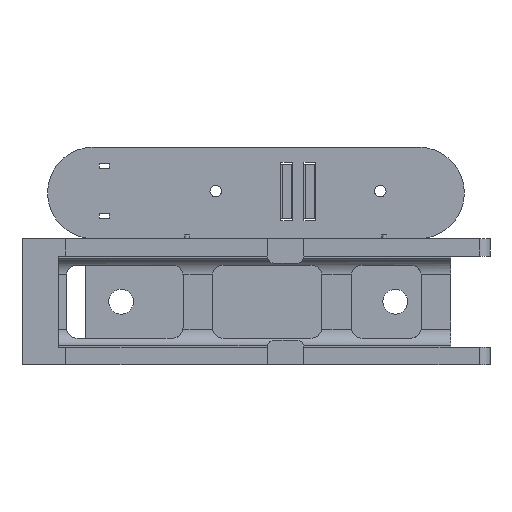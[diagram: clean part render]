
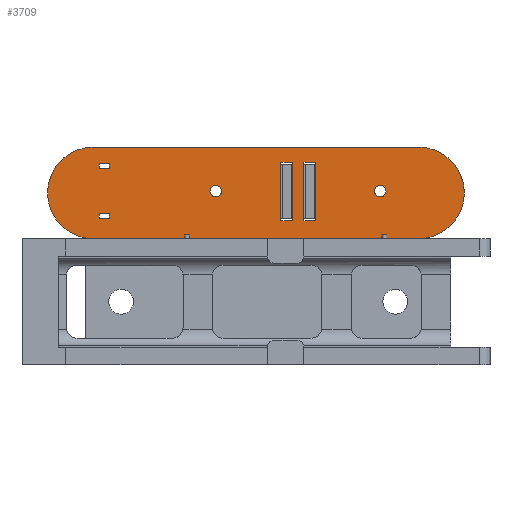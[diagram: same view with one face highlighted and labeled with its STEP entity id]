
A CAD part, front view. The second image highlights one B-rep face of the part: STEP entity #3709.
In plain terms, the highlighted planar face has unit normal (0, -1, 0).
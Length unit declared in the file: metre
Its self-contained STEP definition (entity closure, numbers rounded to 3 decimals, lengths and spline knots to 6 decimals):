
#65=CIRCLE('',#3977,0.001575);
#66=CIRCLE('',#3978,0.001575);
#67=CIRCLE('',#3979,0.0125);
#68=CIRCLE('',#3980,0.0125);
#422=ORIENTED_EDGE('',*,*,#1418,.T.);
#423=ORIENTED_EDGE('',*,*,#1419,.T.);
#424=ORIENTED_EDGE('',*,*,#1420,.F.);
#425=ORIENTED_EDGE('',*,*,#1421,.F.);
#426=ORIENTED_EDGE('',*,*,#1422,.T.);
#427=ORIENTED_EDGE('',*,*,#1423,.T.);
#428=ORIENTED_EDGE('',*,*,#1424,.F.);
#429=ORIENTED_EDGE('',*,*,#1425,.F.);
#430=ORIENTED_EDGE('',*,*,#1426,.T.);
#431=ORIENTED_EDGE('',*,*,#1427,.T.);
#432=ORIENTED_EDGE('',*,*,#1428,.T.);
#433=ORIENTED_EDGE('',*,*,#1429,.T.);
#434=ORIENTED_EDGE('',*,*,#1430,.F.);
#435=ORIENTED_EDGE('',*,*,#1431,.F.);
#436=ORIENTED_EDGE('',*,*,#1432,.T.);
#437=ORIENTED_EDGE('',*,*,#1433,.T.);
#438=ORIENTED_EDGE('',*,*,#1434,.F.);
#439=ORIENTED_EDGE('',*,*,#1435,.F.);
#440=ORIENTED_EDGE('',*,*,#1436,.T.);
#441=ORIENTED_EDGE('',*,*,#1437,.F.);
#442=ORIENTED_EDGE('',*,*,#1438,.T.);
#443=ORIENTED_EDGE('',*,*,#1439,.F.);
#1418=EDGE_CURVE('',#1930,#1931,#2304,.T.);
#1419=EDGE_CURVE('',#1931,#1932,#2305,.T.);
#1420=EDGE_CURVE('',#1933,#1932,#2306,.T.);
#1421=EDGE_CURVE('',#1930,#1933,#2307,.T.);
#1422=EDGE_CURVE('',#1934,#1935,#2308,.T.);
#1423=EDGE_CURVE('',#1935,#1936,#2309,.T.);
#1424=EDGE_CURVE('',#1937,#1936,#2310,.T.);
#1425=EDGE_CURVE('',#1934,#1937,#2311,.T.);
#1426=EDGE_CURVE('',#1938,#1938,#65,.T.);
#1427=EDGE_CURVE('',#1939,#1939,#66,.T.);
#1428=EDGE_CURVE('',#1940,#1941,#2312,.T.);
#1429=EDGE_CURVE('',#1941,#1942,#2313,.T.);
#1430=EDGE_CURVE('',#1943,#1942,#2314,.T.);
#1431=EDGE_CURVE('',#1940,#1943,#2315,.T.);
#1432=EDGE_CURVE('',#1944,#1945,#2316,.T.);
#1433=EDGE_CURVE('',#1945,#1946,#2317,.T.);
#1434=EDGE_CURVE('',#1947,#1946,#2318,.T.);
#1435=EDGE_CURVE('',#1944,#1947,#2319,.T.);
#1436=EDGE_CURVE('',#1948,#1949,#2320,.T.);
#1437=EDGE_CURVE('',#1950,#1949,#67,.T.);
#1438=EDGE_CURVE('',#1950,#1951,#2321,.T.);
#1439=EDGE_CURVE('',#1948,#1951,#68,.T.);
#1930=VERTEX_POINT('',#5517);
#1931=VERTEX_POINT('',#5518);
#1932=VERTEX_POINT('',#5520);
#1933=VERTEX_POINT('',#5522);
#1934=VERTEX_POINT('',#5525);
#1935=VERTEX_POINT('',#5526);
#1936=VERTEX_POINT('',#5528);
#1937=VERTEX_POINT('',#5530);
#1938=VERTEX_POINT('',#5533);
#1939=VERTEX_POINT('',#5535);
#1940=VERTEX_POINT('',#5537);
#1941=VERTEX_POINT('',#5538);
#1942=VERTEX_POINT('',#5540);
#1943=VERTEX_POINT('',#5542);
#1944=VERTEX_POINT('',#5545);
#1945=VERTEX_POINT('',#5546);
#1946=VERTEX_POINT('',#5548);
#1947=VERTEX_POINT('',#5550);
#1948=VERTEX_POINT('',#5553);
#1949=VERTEX_POINT('',#5554);
#1950=VERTEX_POINT('',#5556);
#1951=VERTEX_POINT('',#5558);
#2304=LINE('',#5516,#2708);
#2305=LINE('',#5519,#2709);
#2306=LINE('',#5521,#2710);
#2307=LINE('',#5523,#2711);
#2308=LINE('',#5524,#2712);
#2309=LINE('',#5527,#2713);
#2310=LINE('',#5529,#2714);
#2311=LINE('',#5531,#2715);
#2312=LINE('',#5536,#2716);
#2313=LINE('',#5539,#2717);
#2314=LINE('',#5541,#2718);
#2315=LINE('',#5543,#2719);
#2316=LINE('',#5544,#2720);
#2317=LINE('',#5547,#2721);
#2318=LINE('',#5549,#2722);
#2319=LINE('',#5551,#2723);
#2320=LINE('',#5552,#2724);
#2321=LINE('',#5557,#2725);
#2708=VECTOR('',#4434,1.);
#2709=VECTOR('',#4435,1.);
#2710=VECTOR('',#4436,1.);
#2711=VECTOR('',#4437,1.);
#2712=VECTOR('',#4438,1.);
#2713=VECTOR('',#4439,1.);
#2714=VECTOR('',#4440,1.);
#2715=VECTOR('',#4441,1.);
#2716=VECTOR('',#4446,1.);
#2717=VECTOR('',#4447,1.);
#2718=VECTOR('',#4448,1.);
#2719=VECTOR('',#4449,1.);
#2720=VECTOR('',#4450,1.);
#2721=VECTOR('',#4451,1.);
#2722=VECTOR('',#4452,1.);
#2723=VECTOR('',#4453,1.);
#2724=VECTOR('',#4454,1.);
#2725=VECTOR('',#4457,1.);
#3078=EDGE_LOOP('',(#422,#423,#424,#425));
#3079=EDGE_LOOP('',(#426,#427,#428,#429));
#3080=EDGE_LOOP('',(#430));
#3081=EDGE_LOOP('',(#431));
#3082=EDGE_LOOP('',(#432,#433,#434,#435));
#3083=EDGE_LOOP('',(#436,#437,#438,#439));
#3084=EDGE_LOOP('',(#440,#441,#442,#443));
#3329=FACE_BOUND('',#3078,.T.);
#3330=FACE_BOUND('',#3079,.T.);
#3331=FACE_BOUND('',#3080,.T.);
#3332=FACE_BOUND('',#3081,.T.);
#3333=FACE_BOUND('',#3082,.T.);
#3334=FACE_BOUND('',#3083,.T.);
#3335=FACE_BOUND('',#3084,.T.);
#3559=PLANE('',#3976);
#3709=ADVANCED_FACE('',(#3329,#3330,#3331,#3332,#3333,#3334,#3335),#3559,
 .F.);
#3976=AXIS2_PLACEMENT_3D('',#5515,#4432,#4433);
#3977=AXIS2_PLACEMENT_3D('',#5532,#4442,#4443);
#3978=AXIS2_PLACEMENT_3D('',#5534,#4444,#4445);
#3979=AXIS2_PLACEMENT_3D('',#5555,#4455,#4456);
#3980=AXIS2_PLACEMENT_3D('',#5559,#4458,#4459);
#4432=DIRECTION('',(0.,1.,0.));
#4433=DIRECTION('',(1.,0.,0.));
#4434=DIRECTION('',(-1.,0.,0.));
#4435=DIRECTION('',(0.,0.,1.));
#4436=DIRECTION('',(-1.,0.,0.));
#4437=DIRECTION('',(0.,0.,1.));
#4438=DIRECTION('',(0.,0.,1.));
#4439=DIRECTION('',(1.,0.,0.));
#4440=DIRECTION('',(0.,0.,1.));
#4441=DIRECTION('',(1.,0.,0.));
#4442=DIRECTION('',(0.,1.,0.));
#4443=DIRECTION('',(1.,0.,0.));
#4444=DIRECTION('',(0.,1.,0.));
#4445=DIRECTION('',(1.,0.,0.));
#4446=DIRECTION('',(0.,0.,1.));
#4447=DIRECTION('',(1.,0.,0.));
#4448=DIRECTION('',(0.,0.,1.));
#4449=DIRECTION('',(1.,0.,0.));
#4450=DIRECTION('',(0.,0.,1.));
#4451=DIRECTION('',(1.,0.,0.));
#4452=DIRECTION('',(0.,0.,1.));
#4453=DIRECTION('',(1.,0.,0.));
#4454=DIRECTION('',(-1.,0.,0.));
#4455=DIRECTION('',(0.,1.,0.));
#4456=DIRECTION('',(1.,0.,0.));
#4457=DIRECTION('',(1.,0.,0.));
#4458=DIRECTION('',(0.,1.,0.));
#4459=DIRECTION('',(1.,0.,0.));
#5515=CARTESIAN_POINT('',(-0.011501,0.01333,0.00056));
#5516=CARTESIAN_POINT('',(-0.011501,0.01333,0.022127));
#5517=CARTESIAN_POINT('',(0.004884,0.01333,0.022127));
#5518=CARTESIAN_POINT('',(0.001634,0.01333,0.022127));
#5519=CARTESIAN_POINT('',(0.001634,0.01333,0.00056));
#5520=CARTESIAN_POINT('',(0.001634,0.01333,0.038127));
#5521=CARTESIAN_POINT('',(-0.011501,0.01333,0.038127));
#5522=CARTESIAN_POINT('',(0.004884,0.01333,0.038127));
#5523=CARTESIAN_POINT('',(0.004884,0.01333,0.00056));
#5524=CARTESIAN_POINT('',(-0.004716,0.01333,0.00056));
#5525=CARTESIAN_POINT('',(-0.004716,0.01333,0.022126));
#5526=CARTESIAN_POINT('',(-0.004716,0.01333,0.038126));
#5527=CARTESIAN_POINT('',(-0.011501,0.01333,0.038126));
#5528=CARTESIAN_POINT('',(-0.001466,0.01333,0.038126));
#5529=CARTESIAN_POINT('',(-0.001466,0.01333,0.00056));
#5530=CARTESIAN_POINT('',(-0.001466,0.01333,0.022126));
#5531=CARTESIAN_POINT('',(-0.011501,0.01333,0.022126));
#5532=CARTESIAN_POINT('',(0.0225,0.01333,0.03025));
#5533=CARTESIAN_POINT('',(0.024075,0.01333,0.03025));
#5534=CARTESIAN_POINT('',(-0.0225,0.01333,0.03025));
#5535=CARTESIAN_POINT('',(-0.020925,0.01333,0.03025));
#5536=CARTESIAN_POINT('',(-0.054401,0.01333,0.03706));
#5537=CARTESIAN_POINT('',(-0.054401,0.01333,0.0364));
#5538=CARTESIAN_POINT('',(-0.054401,0.01333,0.03772));
#5539=CARTESIAN_POINT('',(-0.053001,0.01333,0.03772));
#5540=CARTESIAN_POINT('',(-0.051601,0.01333,0.03772));
#5541=CARTESIAN_POINT('',(-0.051601,0.01333,0.03706));
#5542=CARTESIAN_POINT('',(-0.051601,0.01333,0.0364));
#5543=CARTESIAN_POINT('',(-0.053001,0.01333,0.0364));
#5544=CARTESIAN_POINT('',(-0.054401,0.01333,0.02344));
#5545=CARTESIAN_POINT('',(-0.054401,0.01333,0.02278));
#5546=CARTESIAN_POINT('',(-0.054401,0.01333,0.0241));
#5547=CARTESIAN_POINT('',(-0.053001,0.01333,0.0241));
#5548=CARTESIAN_POINT('',(-0.051601,0.01333,0.0241));
#5549=CARTESIAN_POINT('',(-0.051601,0.01333,0.02344));
#5550=CARTESIAN_POINT('',(-0.051601,0.01333,0.02278));
#5551=CARTESIAN_POINT('',(-0.053001,0.01333,0.02278));
#5552=CARTESIAN_POINT('',(-0.039251,0.01333,0.042249));
#5553=CARTESIAN_POINT('',(0.032999,0.01333,0.042249));
#5554=CARTESIAN_POINT('',(-0.056001,0.01333,0.042249));
#5555=CARTESIAN_POINT('',(-0.056001,0.01333,0.029749));
#5556=CARTESIAN_POINT('',(-0.056001,0.01333,0.017249));
#5557=CARTESIAN_POINT('',(-0.011501,0.01333,0.017249));
#5558=CARTESIAN_POINT('',(0.032999,0.01333,0.017249));
#5559=CARTESIAN_POINT('',(0.032999,0.01333,0.029749));
